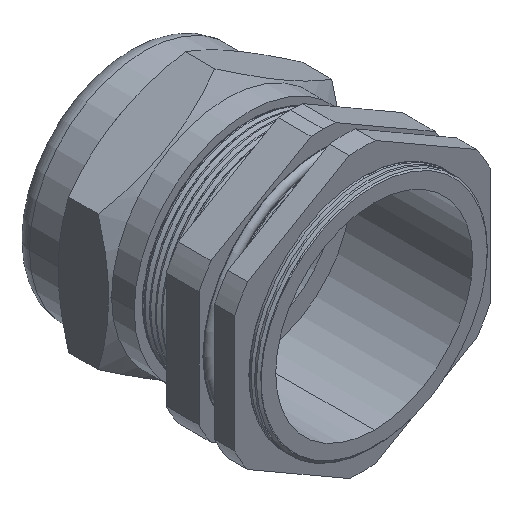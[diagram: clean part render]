
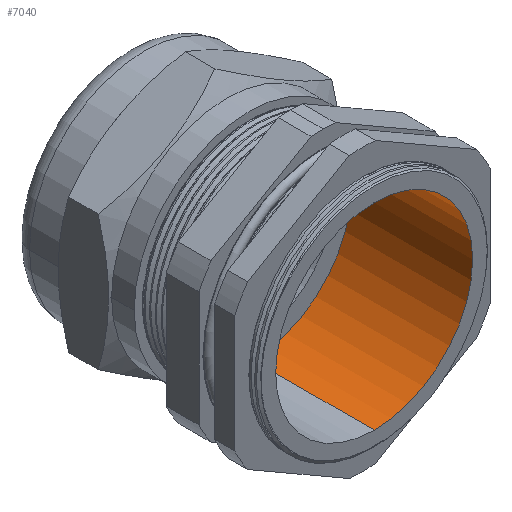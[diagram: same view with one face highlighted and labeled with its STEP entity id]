
A CAD part, isometric view. The second image highlights one B-rep face of the part: STEP entity #7040.
In plain terms, the highlighted cylindrical face has radius 27 mm (diameter 54 mm), a partial arc.
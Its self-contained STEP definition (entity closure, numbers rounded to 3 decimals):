
#105 = EDGE_CURVE ( 'NONE', #1322, #6536, #3533, .T. ) ;
#1322 = VERTEX_POINT ( 'NONE', #3367 ) ;
#2924 = DIRECTION ( 'NONE',  ( 0., -1., 0. ) ) ;
#3093 = CARTESIAN_POINT ( 'NONE',  ( 0., 54., -27. ) ) ;
#3367 = CARTESIAN_POINT ( 'NONE',  ( 0., 27., -27. ) ) ;
#3533 = LINE ( 'NONE', #3093, #7370 ) ;
#3590 = CARTESIAN_POINT ( 'NONE',  ( 0., -14., 27. ) ) ;
#4611 = CARTESIAN_POINT ( 'NONE',  ( 0., 27., 0. ) ) ;
#4874 = VERTEX_POINT ( 'NONE', #11619 ) ;
#5061 = EDGE_CURVE ( 'NONE', #6536, #13155, #13565, .T. ) ;
#5321 = AXIS2_PLACEMENT_3D ( 'NONE', #6281, #8834, #11316 ) ;
#5922 = DIRECTION ( 'NONE',  ( 0., 0., 1. ) ) ;
#6281 = CARTESIAN_POINT ( 'NONE',  ( 0., 54., 0. ) ) ;
#6420 = ORIENTED_EDGE ( 'NONE', *, *, #105, .T. ) ;
#6536 = VERTEX_POINT ( 'NONE', #15662 ) ;
#6831 = CARTESIAN_POINT ( 'NONE',  ( 0., -14., 0. ) ) ;
#7040 = ADVANCED_FACE ( 'NONE', ( #12777 ), #11967, .F. ) ;
#7370 = VECTOR ( 'NONE', #2924, 1000. ) ;
#8129 = DIRECTION ( 'NONE',  ( 0., 0., -1. ) ) ;
#8594 = EDGE_CURVE ( 'NONE', #4874, #13155, #15997, .T. ) ;
#8834 = DIRECTION ( 'NONE',  ( 0., -1., 0. ) ) ;
#9779 = CIRCLE ( 'NONE', #14575, 27. ) ;
#10534 = ORIENTED_EDGE ( 'NONE', *, *, #8594, .F. ) ;
#10575 = CARTESIAN_POINT ( 'NONE',  ( 0., 54., 27. ) ) ;
#11316 = DIRECTION ( 'NONE',  ( 0., 0., -1. ) ) ;
#11531 = ORIENTED_EDGE ( 'NONE', *, *, #15954, .T. ) ;
#11619 = CARTESIAN_POINT ( 'NONE',  ( 0., 27., 27. ) ) ;
#11798 = AXIS2_PLACEMENT_3D ( 'NONE', #6831, #15612, #8129 ) ;
#11967 = CYLINDRICAL_SURFACE ( 'NONE', #5321, 27. ) ;
#12743 = VECTOR ( 'NONE', #15580, 1000. ) ;
#12777 = FACE_OUTER_BOUND ( 'NONE', #16411, .T. ) ;
#13155 = VERTEX_POINT ( 'NONE', #3590 ) ;
#13491 = DIRECTION ( 'NONE',  ( 0., 1., 0. ) ) ;
#13565 = CIRCLE ( 'NONE', #11798, 27. ) ;
#14188 = ORIENTED_EDGE ( 'NONE', *, *, #5061, .T. ) ;
#14575 = AXIS2_PLACEMENT_3D ( 'NONE', #4611, #13491, #5922 ) ;
#15580 = DIRECTION ( 'NONE',  ( 0., -1., 0. ) ) ;
#15612 = DIRECTION ( 'NONE',  ( 0., -1., 0. ) ) ;
#15662 = CARTESIAN_POINT ( 'NONE',  ( 0., -14., -27. ) ) ;
#15954 = EDGE_CURVE ( 'NONE', #4874, #1322, #9779, .T. ) ;
#15997 = LINE ( 'NONE', #10575, #12743 ) ;
#16411 = EDGE_LOOP ( 'NONE', ( #10534, #11531, #6420, #14188 ) ) ;
